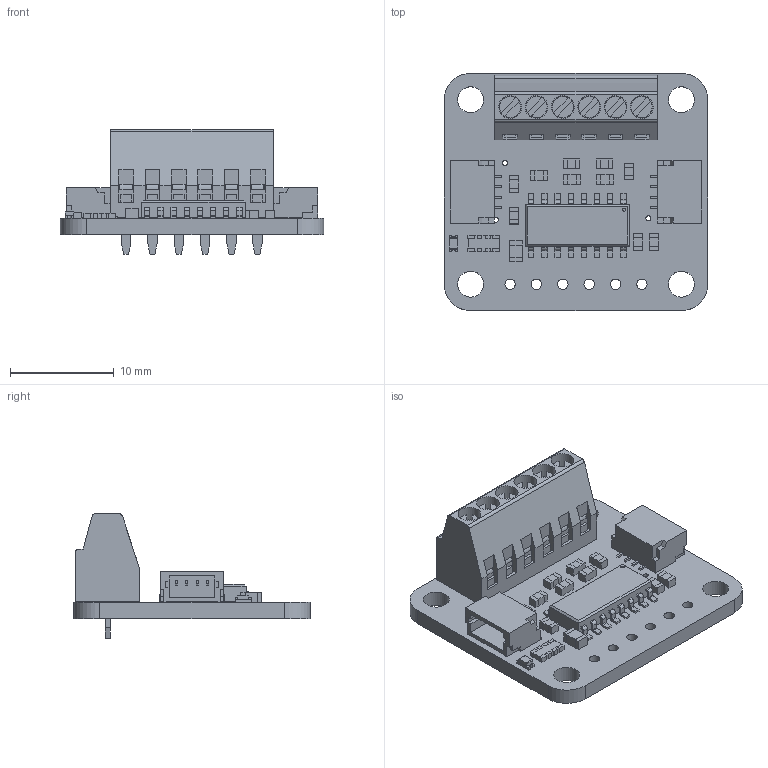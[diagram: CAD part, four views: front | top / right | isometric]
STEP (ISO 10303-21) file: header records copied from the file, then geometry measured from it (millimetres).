
FILE_DESCRIPTION(/* description */ (''),/* implementation_level */ '2;1');
FILE_NAME(/* name */ 'PCB Component.step',/* time_stamp */ '2025-06-24T09:53:37-04:00',/* author */ (''),/* organization */ (''),/* preprocessor_version */ 'ST-DEVELOPER v20.1',/* originating_system */ 'Autodesk Translation Framework v14.10.0.0',/* authorisation */ '');
FILE_SCHEMA (('AUTOMOTIVE_DESIGN { 1 0 10303 214 3 1 1 }'));
Length unit declared in the file: millimetre
Products named in the file (9): PCB Component; Board; 10uF; 51; 10K; STEMMA_I2C_QT; GREEN; NAU7802; 6p 2.54
Assembly tree (18 placements, depth 2):
  PCB Component
    Board
    10uF
    51  x10
    10K
    STEMMA_I2C_QT  x2
    GREEN
    NAU7802
    6p 2.54
Bounding box: 25.4 x 22.86 x 12 mm (x, y, z)
Volume: 1511.8 mm3; surface area: 3882.6 mm2
Topology: 40 solids, 40 shells, 1307 faces, 3496 edges, 2296 vertices
Faces by surface type: plane 1111, cylinder 180, cone 6, sphere 6, bspline 4
Full cylindrical faces by diameter (mm): 0.3 x1, 0.483 x16, 1 x12, 1.6 x12, 1.7 x6, 2.2 x6, 2.5 x4
Entity records: 35157 total; most frequent: CARTESIAN_POINT 6450, ORIENTED_EDGE 5856, DIRECTION 5574, EDGE_CURVE 2928, LINE 2428, VECTOR 2428, VERTEX_POINT 1918, AXIS2_PLACEMENT_3D 1573
